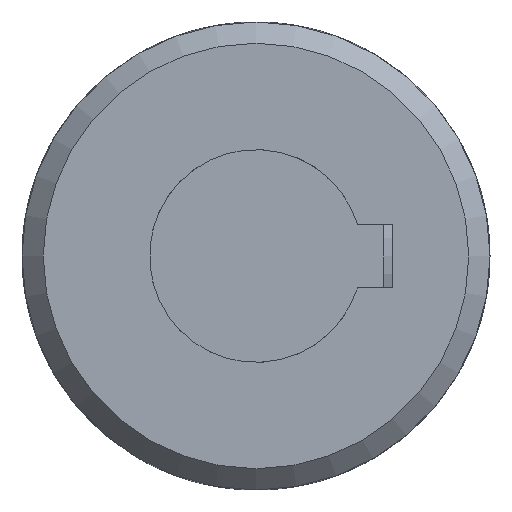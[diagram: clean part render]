
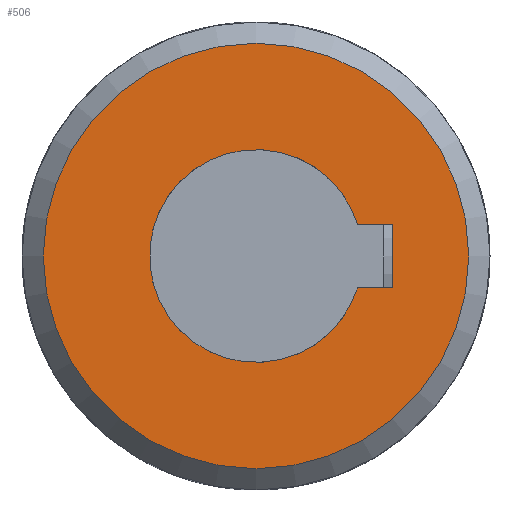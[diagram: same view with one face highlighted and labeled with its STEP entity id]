
A CAD part, left-side view. The second image highlights one B-rep face of the part: STEP entity #506.
In plain terms, the highlighted planar face has unit normal (-1, 0, 0).
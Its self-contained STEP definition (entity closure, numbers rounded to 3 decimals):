
#506 = ADVANCED_FACE( '', ( #1038, #1039 ), #1040, .T. );
#1038 = FACE_BOUND( '', #1620, .T. );
#1039 = FACE_OUTER_BOUND( '', #1621, .T. );
#1040 = PLANE( '', #1622 );
#1620 = EDGE_LOOP( '', ( #2731, #2732, #2733, #2734 ) );
#1621 = EDGE_LOOP( '', ( #2735 ) );
#1622 = AXIS2_PLACEMENT_3D( '', #2736, #2737, #2738 );
#2731 = ORIENTED_EDGE( '', *, *, #3491, .T. );
#2732 = ORIENTED_EDGE( '', *, *, #3623, .T. );
#2733 = ORIENTED_EDGE( '', *, *, #3620, .T. );
#2734 = ORIENTED_EDGE( '', *, *, #3413, .T. );
#2735 = ORIENTED_EDGE( '', *, *, #3804, .F. );
#2736 = CARTESIAN_POINT( '', ( 0., 10., 0. ) );
#2737 = DIRECTION( '', ( -1., 0., 0. ) );
#2738 = DIRECTION( '', ( 0., 0., 1. ) );
#3413 = EDGE_CURVE( '', #4036, #4034, #4037, .T. );
#3491 = EDGE_CURVE( '', #4034, #4167, #4169, .T. );
#3620 = EDGE_CURVE( '', #4383, #4036, #4384, .T. );
#3623 = EDGE_CURVE( '', #4167, #4383, #4387, .T. );
#3804 = EDGE_CURVE( '', #4647, #4647, #4648, .T. );
#4034 = VERTEX_POINT( '', #4994 );
#4036 = VERTEX_POINT( '', #4997 );
#4037 = LINE( '', #4998, #4999 );
#4167 = VERTEX_POINT( '', #5453 );
#4169 = LINE( '', #5456, #5457 );
#4383 = VERTEX_POINT( '', #5931 );
#4384 = LINE( '', #5932, #5933 );
#4387 = CIRCLE( '', #5937, 5. );
#4647 = VERTEX_POINT( '', #6556 );
#4648 = CIRCLE( '', #6557, 10. );
#4994 = CARTESIAN_POINT( '', ( 0., 1.5, -6.4 ) );
#4997 = CARTESIAN_POINT( '', ( 0., -1.5, -6.4 ) );
#4998 = CARTESIAN_POINT( '', ( 0., -1.5, -6.4 ) );
#4999 = VECTOR( '', #6901, 1000. );
#5453 = CARTESIAN_POINT( '', ( 0., 1.5, -4.77 ) );
#5456 = CARTESIAN_POINT( '', ( 0., 1.5, -6.4 ) );
#5457 = VECTOR( '', #6996, 1000. );
#5931 = CARTESIAN_POINT( '', ( 0., -1.5, -4.77 ) );
#5932 = CARTESIAN_POINT( '', ( 0., -1.5, 0. ) );
#5933 = VECTOR( '', #7184, 1000. );
#5937 = AXIS2_PLACEMENT_3D( '', #7186, #7187, #7188 );
#6556 = CARTESIAN_POINT( '', ( 0., 0., -10. ) );
#6557 = AXIS2_PLACEMENT_3D( '', #7418, #7419, #7420 );
#6901 = DIRECTION( '', ( 0., 1., 0. ) );
#6996 = DIRECTION( '', ( 0., 0., 1. ) );
#7184 = DIRECTION( '', ( 0., 0., -1. ) );
#7186 = CARTESIAN_POINT( '', ( 0., 0., 0. ) );
#7187 = DIRECTION( '', ( 1., 0., 0. ) );
#7188 = DIRECTION( '', ( 0., 0., -1. ) );
#7418 = CARTESIAN_POINT( '', ( 0., 0., 0. ) );
#7419 = DIRECTION( '', ( 1., 0., 0. ) );
#7420 = DIRECTION( '', ( 0., 0., -1. ) );
